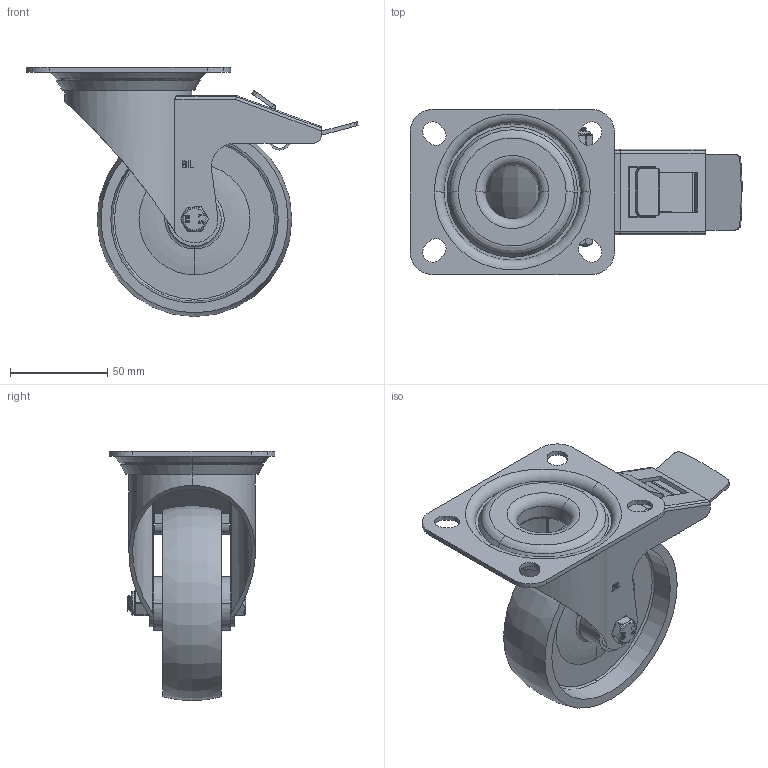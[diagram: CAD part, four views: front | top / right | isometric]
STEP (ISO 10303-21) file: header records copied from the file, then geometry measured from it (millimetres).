
FILE_DESCRIPTION(('STEP AP214'),'1');
FILE_NAME('BZMM100NYBSWB.STEP','2022-02-03T10:54:19',(' '),(' '),'Spatial InterOp 3D',' ',' ');
FILE_SCHEMA(('AUTOMOTIVE_DESIGN { 1 0 10303 214 1 1 1 1 }'));
Length unit declared in the file: metre
Products named in the file (26): ZINC PLATED, PRESSED STEEL TOP PLATE; ZINC PLATED, PRESSED STEEL TOP PLATE Geometry; BALL BEARINGS; Component1; BZMM100ASSWB; ZINC PLATED, PRESSED STEEL FORKS; BEARING SEAL; ZINC PLATED, PRESSED STEEL BRAKE PEDAL; BRAKE PAD; BZMM100NYBSWB; TUBEM12X40; ZINC PLATED STEEL TUBE; NYLON WHEEL; NYLON WHEEL Geometry; CAP; BZMM100WNYRB; ROLLER BEARING; CAGE; ribs; Component2; HEXBOLTM8X55Z8.8; GRADE 8.8 ZINC PLATED BOLT; NYLOC NUT; NUT; RUBBER; NYLOCM8Z
Assembly tree (55 placements, depth 5):
  BZMM100NYBSWB
    BZMM100ASSWB
      ZINC PLATED, PRESSED STEEL TOP PLATE
        ZINC PLATED, PRESSED STEEL TOP PLATE Geometry
        BALL BEARINGS
          Component1  x24
      ZINC PLATED, PRESSED STEEL FORKS
      BEARING SEAL
      ZINC PLATED, PRESSED STEEL BRAKE PEDAL
      BRAKE PAD
    TUBEM12X40
      ZINC PLATED STEEL TUBE
    BZMM100WNYRB
      NYLON WHEEL
        NYLON WHEEL Geometry
        CAP
      ROLLER BEARING
        CAGE
        ribs
          Component2  x8
    HEXBOLTM8X55Z8.8
      GRADE 8.8 ZINC PLATED BOLT
    NYLOCM8Z
      NYLOC NUT
        NUT
        RUBBER
Bounding box: 170.42 x 85 x 128 mm (x, y, z)
Volume: 191866.4 mm3; surface area: 117009.4 mm2
Topology: 44 solids, 44 shells, 859 faces, 2251 edges, 1380 vertices
Faces by surface type: plane 347, cylinder 322, sphere 90, torus 44, extrusion 28, cone 18, bspline 10
Entity records: 33534 total; most frequent: CARTESIAN_POINT 12963, DIRECTION 4274, ORIENTED_EDGE 4110, EDGE_CURVE 2055, AXIS2_PLACEMENT_3D 1567, VERTEX_POINT 1306, VECTOR 1140, LINE 1112
